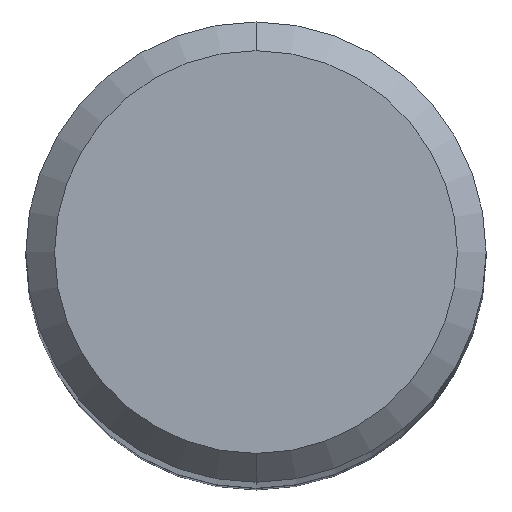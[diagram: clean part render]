
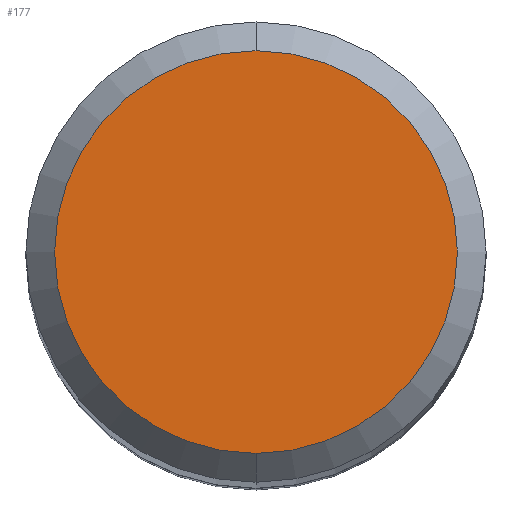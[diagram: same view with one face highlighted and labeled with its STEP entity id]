
A CAD part, top view. The second image highlights one B-rep face of the part: STEP entity #177.
In plain terms, the highlighted planar face has unit normal (0, 0, 1).
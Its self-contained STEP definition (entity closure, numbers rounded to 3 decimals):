
#141=VERTEX_POINT('',#373);
#177=ADVANCED_FACE('',(#413),#414,.T.);
#281=EDGE_CURVE('',#141,#305,#531,.T.);
#305=VERTEX_POINT('',#557);
#321=EDGE_CURVE('',#305,#141,#576,.T.);
#373=CARTESIAN_POINT('',(0.,-2.8,0.0));
#413=FACE_OUTER_BOUND('',#675,.T.);
#414=PLANE('',#676);
#531=CIRCLE('',#831,2.8);
#557=CARTESIAN_POINT('',(0.0,2.8,0.0));
#576=CIRCLE('',#893,2.8);
#675=EDGE_LOOP('',(#988,#989));
#676=AXIS2_PLACEMENT_3D('',#990,#991,#992);
#831=AXIS2_PLACEMENT_3D('',#1136,#1137,#1138);
#893=AXIS2_PLACEMENT_3D('',#1197,#1198,#1199);
#988=ORIENTED_EDGE('',*,*,#321,.F.);
#989=ORIENTED_EDGE('',*,*,#281,.F.);
#990=CARTESIAN_POINT('',(0.0,1.4,0.0));
#991=DIRECTION('',(-0.0,0.0,1.0));
#992=DIRECTION('',(0.0,-1.0,0.0));
#1136=CARTESIAN_POINT('',(0.0,0.0,0.0));
#1137=DIRECTION('',(0.0,0.0,-1.0));
#1138=DIRECTION('',(0.0,1.0,0.0));
#1197=CARTESIAN_POINT('',(0.0,0.0,0.0));
#1198=DIRECTION('',(0.0,0.0,-1.0));
#1199=DIRECTION('',(0.0,1.0,0.0));
